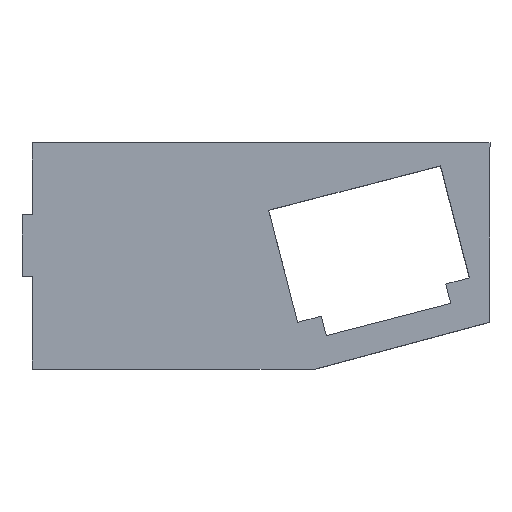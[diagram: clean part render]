
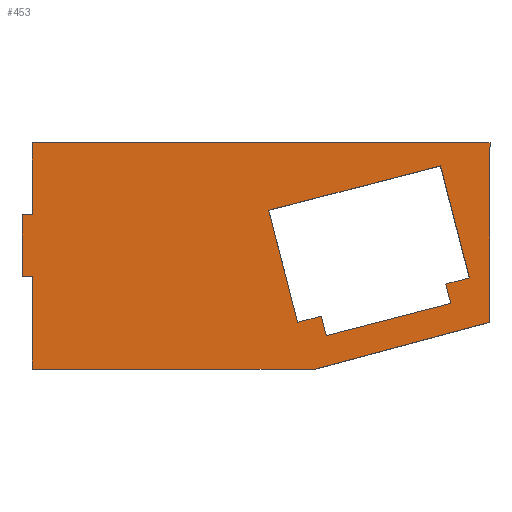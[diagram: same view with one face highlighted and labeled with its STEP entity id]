
A CAD part, top view. The second image highlights one B-rep face of the part: STEP entity #453.
In plain terms, the highlighted planar face has unit normal (0, 0, 1).
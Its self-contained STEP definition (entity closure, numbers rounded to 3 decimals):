
#20=FACE_BOUND('',#92,.T.);
#40=PLANE('',#496);
#63=FACE_OUTER_BOUND('',#91,.T.);
#91=EDGE_LOOP('',(#395,#396,#397,#398,#399,#400,#401,#402,#403));
#92=EDGE_LOOP('',(#404,#405,#406,#407,#408,#409,#410,#411));
#104=LINE('',#639,#158);
#107=LINE('',#645,#161);
#110=LINE('',#651,#164);
#113=LINE('',#657,#167);
#116=LINE('',#663,#170);
#119=LINE('',#669,#173);
#122=LINE('',#675,#176);
#125=LINE('',#679,#179);
#128=LINE('',#687,#182);
#131=LINE('',#693,#185);
#134=LINE('',#699,#188);
#137=LINE('',#705,#191);
#140=LINE('',#711,#194);
#143=LINE('',#717,#197);
#146=LINE('',#723,#200);
#149=LINE('',#729,#203);
#152=LINE('',#733,#206);
#158=VECTOR('',#527,10.);
#161=VECTOR('',#532,10.);
#164=VECTOR('',#537,10.);
#167=VECTOR('',#542,10.);
#170=VECTOR('',#547,10.);
#173=VECTOR('',#552,10.);
#176=VECTOR('',#557,10.);
#179=VECTOR('',#562,10.);
#182=VECTOR('',#567,10.);
#185=VECTOR('',#572,10.);
#188=VECTOR('',#577,10.);
#191=VECTOR('',#582,10.);
#194=VECTOR('',#587,10.);
#197=VECTOR('',#592,10.);
#200=VECTOR('',#597,10.);
#203=VECTOR('',#602,10.);
#206=VECTOR('',#607,10.);
#217=VERTEX_POINT('',#636);
#218=VERTEX_POINT('',#638);
#220=VERTEX_POINT('',#644);
#222=VERTEX_POINT('',#650);
#224=VERTEX_POINT('',#656);
#226=VERTEX_POINT('',#662);
#228=VERTEX_POINT('',#668);
#230=VERTEX_POINT('',#674);
#233=VERTEX_POINT('',#684);
#234=VERTEX_POINT('',#686);
#236=VERTEX_POINT('',#692);
#238=VERTEX_POINT('',#698);
#240=VERTEX_POINT('',#704);
#242=VERTEX_POINT('',#710);
#244=VERTEX_POINT('',#716);
#246=VERTEX_POINT('',#722);
#248=VERTEX_POINT('',#728);
#260=EDGE_CURVE('',#218,#217,#104,.T.);
#263=EDGE_CURVE('',#220,#218,#107,.T.);
#266=EDGE_CURVE('',#222,#220,#110,.T.);
#269=EDGE_CURVE('',#224,#222,#113,.T.);
#272=EDGE_CURVE('',#226,#224,#116,.T.);
#275=EDGE_CURVE('',#228,#226,#119,.T.);
#278=EDGE_CURVE('',#230,#228,#122,.T.);
#281=EDGE_CURVE('',#217,#230,#125,.T.);
#284=EDGE_CURVE('',#234,#233,#128,.T.);
#287=EDGE_CURVE('',#236,#234,#131,.T.);
#290=EDGE_CURVE('',#238,#236,#134,.T.);
#293=EDGE_CURVE('',#240,#238,#137,.T.);
#296=EDGE_CURVE('',#242,#240,#140,.T.);
#299=EDGE_CURVE('',#244,#242,#143,.T.);
#302=EDGE_CURVE('',#246,#244,#146,.T.);
#305=EDGE_CURVE('',#248,#246,#149,.T.);
#308=EDGE_CURVE('',#233,#248,#152,.T.);
#395=ORIENTED_EDGE('',*,*,#308,.T.);
#396=ORIENTED_EDGE('',*,*,#305,.T.);
#397=ORIENTED_EDGE('',*,*,#302,.T.);
#398=ORIENTED_EDGE('',*,*,#299,.T.);
#399=ORIENTED_EDGE('',*,*,#296,.T.);
#400=ORIENTED_EDGE('',*,*,#293,.T.);
#401=ORIENTED_EDGE('',*,*,#290,.T.);
#402=ORIENTED_EDGE('',*,*,#287,.T.);
#403=ORIENTED_EDGE('',*,*,#284,.T.);
#404=ORIENTED_EDGE('',*,*,#281,.T.);
#405=ORIENTED_EDGE('',*,*,#278,.T.);
#406=ORIENTED_EDGE('',*,*,#275,.T.);
#407=ORIENTED_EDGE('',*,*,#272,.T.);
#408=ORIENTED_EDGE('',*,*,#269,.T.);
#409=ORIENTED_EDGE('',*,*,#266,.T.);
#410=ORIENTED_EDGE('',*,*,#263,.T.);
#411=ORIENTED_EDGE('',*,*,#260,.T.);
#453=ADVANCED_FACE('',(#63,#20),#40,.T.);
#496=AXIS2_PLACEMENT_3D('',#734,#608,#609);
#527=DIRECTION('',(-0.968,-0.25,0.));
#532=DIRECTION('',(0.25,-0.968,0.));
#537=DIRECTION('',(-0.968,-0.25,0.));
#542=DIRECTION('',(0.25,-0.968,0.));
#547=DIRECTION('',(0.968,0.25,0.));
#552=DIRECTION('',(-0.25,0.968,0.));
#557=DIRECTION('',(-0.968,-0.25,0.));
#562=DIRECTION('',(-0.25,0.968,0.));
#567=DIRECTION('',(1.,0.,0.));
#572=DIRECTION('',(0.,-1.,0.));
#577=DIRECTION('',(-1.,0.,0.));
#582=DIRECTION('',(0.,-1.,0.));
#587=DIRECTION('',(-1.,0.,0.));
#592=DIRECTION('',(0.,1.,0.));
#597=DIRECTION('',(0.966,0.259,0.));
#602=DIRECTION('',(1.,0.,0.));
#607=DIRECTION('',(0.,-1.,0.));
#608=DIRECTION('center_axis',(0.,0.,1.));
#609=DIRECTION('ref_axis',(1.,0.,0.));
#636=CARTESIAN_POINT('',(28.587,-5.749,10.));
#638=CARTESIAN_POINT('',(40.689,-2.62,10.));
#639=CARTESIAN_POINT('',(28.587,-5.749,10.));
#644=CARTESIAN_POINT('',(40.201,-0.732,10.));
#645=CARTESIAN_POINT('',(40.689,-2.62,10.));
#650=CARTESIAN_POINT('',(42.5,-0.137,10.));
#651=CARTESIAN_POINT('',(40.201,-0.732,10.));
#656=CARTESIAN_POINT('',(39.684,10.754,10.));
#657=CARTESIAN_POINT('',(39.684,10.754,10.));
#662=CARTESIAN_POINT('',(22.983,6.436,10.));
#663=CARTESIAN_POINT('',(22.983,6.436,10.));
#668=CARTESIAN_POINT('',(25.799,-4.456,10.));
#669=CARTESIAN_POINT('',(25.799,-4.456,10.));
#674=CARTESIAN_POINT('',(28.099,-3.861,10.));
#675=CARTESIAN_POINT('',(28.099,-3.861,10.));
#679=CARTESIAN_POINT('',(28.587,-5.749,10.));
#684=CARTESIAN_POINT('',(0.,0.,10.));
#686=CARTESIAN_POINT('',(-1.,0.,10.));
#687=CARTESIAN_POINT('',(0.,0.,10.));
#692=CARTESIAN_POINT('',(-1.,6.,10.));
#693=CARTESIAN_POINT('',(-1.,0.,10.));
#698=CARTESIAN_POINT('',(0.,6.,10.));
#699=CARTESIAN_POINT('',(-1.,6.,10.));
#704=CARTESIAN_POINT('',(0.,13.,10.));
#705=CARTESIAN_POINT('',(0.,13.,10.));
#710=CARTESIAN_POINT('',(44.5,13.,10.));
#711=CARTESIAN_POINT('',(0.,13.,10.));
#716=CARTESIAN_POINT('',(44.5,-4.446,10.));
#717=CARTESIAN_POINT('',(44.5,13.,10.));
#722=CARTESIAN_POINT('',(27.503,-9.,10.));
#723=CARTESIAN_POINT('',(27.503,-9.,10.));
#728=CARTESIAN_POINT('',(0.,-9.,10.));
#729=CARTESIAN_POINT('',(0.,-9.,10.));
#733=CARTESIAN_POINT('',(0.,0.,10.));
#734=CARTESIAN_POINT('Origin',(21.75,2.,10.));
